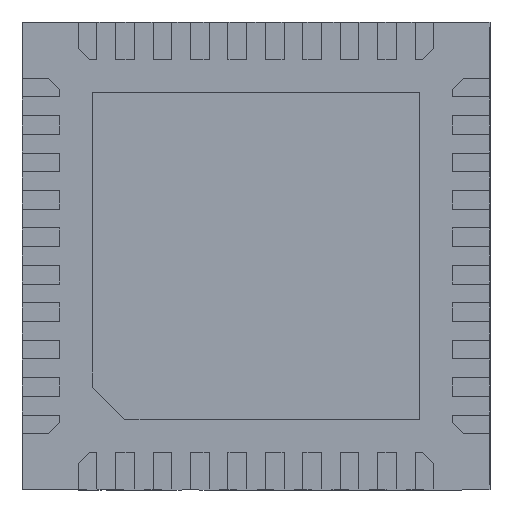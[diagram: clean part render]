
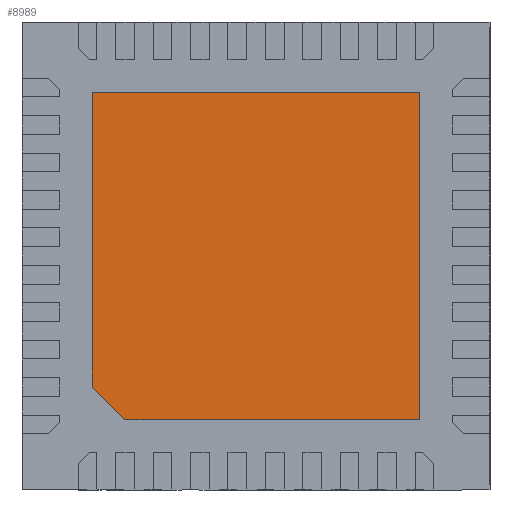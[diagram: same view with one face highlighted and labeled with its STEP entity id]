
A CAD part, front view. The second image highlights one B-rep face of the part: STEP entity #8989.
In plain terms, the highlighted planar face has unit normal (0, -1, 0).
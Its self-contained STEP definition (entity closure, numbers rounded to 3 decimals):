
#174 = VECTOR ( 'NONE', #9015, 1000. ) ;
#696 = DIRECTION ( 'NONE',  ( 0.707, 0., -0.707 ) ) ;
#846 = CARTESIAN_POINT ( 'NONE',  ( 1.75, 0., 1.75 ) ) ;
#903 = AXIS2_PLACEMENT_3D ( 'NONE', #4738, #3735, #7765 ) ;
#1032 = VERTEX_POINT ( 'NONE', #3558 ) ;
#2208 = CARTESIAN_POINT ( 'NONE',  ( 1.75, 0., -1.75 ) ) ;
#2753 = EDGE_LOOP ( 'NONE', ( #11864, #8254, #3674, #8818, #3381 ) ) ;
#2780 = VERTEX_POINT ( 'NONE', #7503 ) ;
#2823 = LINE ( 'NONE', #11394, #11242 ) ;
#3193 = DIRECTION ( 'NONE',  ( 0., 0., 1. ) ) ;
#3381 = ORIENTED_EDGE ( 'NONE', *, *, #8656, .T. ) ;
#3558 = CARTESIAN_POINT ( 'NONE',  ( -1.4, 0., -1.75 ) ) ;
#3619 = CARTESIAN_POINT ( 'NONE',  ( -1.75, 0., -1.4 ) ) ;
#3674 = ORIENTED_EDGE ( 'NONE', *, *, #11872, .T. ) ;
#3712 = VERTEX_POINT ( 'NONE', #9375 ) ;
#3735 = DIRECTION ( 'NONE',  ( 0., -1., 0. ) ) ;
#3894 = VERTEX_POINT ( 'NONE', #11878 ) ;
#3912 = LINE ( 'NONE', #846, #5654 ) ;
#4644 = EDGE_CURVE ( 'NONE', #3894, #2780, #3912, .T. ) ;
#4738 = CARTESIAN_POINT ( 'NONE',  ( 0., 0., 0. ) ) ;
#5585 = VERTEX_POINT ( 'NONE', #10489 ) ;
#5654 = VECTOR ( 'NONE', #11087, 1000. ) ;
#6323 = DIRECTION ( 'NONE',  ( 1., 0., 0. ) ) ;
#6883 = PLANE ( 'NONE',  #903 ) ;
#6971 = VECTOR ( 'NONE', #3193, 1000. ) ;
#7503 = CARTESIAN_POINT ( 'NONE',  ( -1.75, 0., 1.75 ) ) ;
#7765 = DIRECTION ( 'NONE',  ( 0., 0., -1. ) ) ;
#8254 = ORIENTED_EDGE ( 'NONE', *, *, #12716, .T. ) ;
#8656 = EDGE_CURVE ( 'NONE', #3712, #3894, #9360, .T. ) ;
#8818 = ORIENTED_EDGE ( 'NONE', *, *, #9275, .T. ) ;
#8989 = ADVANCED_FACE ( 'NONE', ( #12996 ), #6883, .T. ) ;
#9015 = DIRECTION ( 'NONE',  ( 0., 0., -1. ) ) ;
#9275 = EDGE_CURVE ( 'NONE', #1032, #3712, #2823, .T. ) ;
#9360 = LINE ( 'NONE', #2208, #6971 ) ;
#9375 = CARTESIAN_POINT ( 'NONE',  ( 1.75, 0., -1.75 ) ) ;
#9861 = CARTESIAN_POINT ( 'NONE',  ( -1.75, 0., 1.75 ) ) ;
#10489 = CARTESIAN_POINT ( 'NONE',  ( -1.75, 0., -1.4 ) ) ;
#10704 = VECTOR ( 'NONE', #696, 1000. ) ;
#11087 = DIRECTION ( 'NONE',  ( -1., 0., 0. ) ) ;
#11168 = LINE ( 'NONE', #3619, #10704 ) ;
#11242 = VECTOR ( 'NONE', #6323, 1000. ) ;
#11394 = CARTESIAN_POINT ( 'NONE',  ( -1.4, 0., -1.75 ) ) ;
#11637 = LINE ( 'NONE', #9861, #174 ) ;
#11864 = ORIENTED_EDGE ( 'NONE', *, *, #4644, .T. ) ;
#11872 = EDGE_CURVE ( 'NONE', #5585, #1032, #11168, .T. ) ;
#11878 = CARTESIAN_POINT ( 'NONE',  ( 1.75, 0., 1.75 ) ) ;
#12716 = EDGE_CURVE ( 'NONE', #2780, #5585, #11637, .T. ) ;
#12996 = FACE_OUTER_BOUND ( 'NONE', #2753, .T. ) ;
